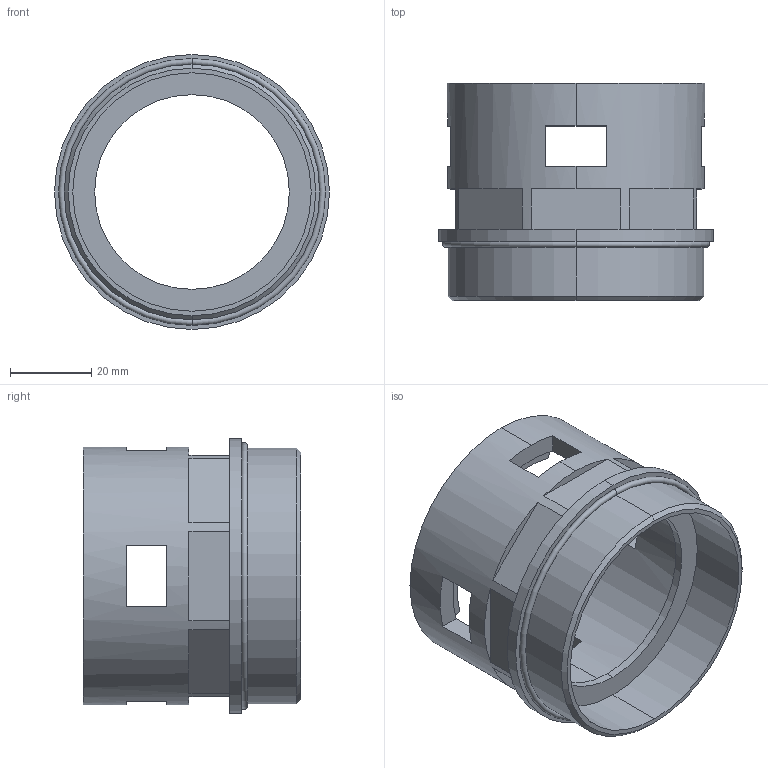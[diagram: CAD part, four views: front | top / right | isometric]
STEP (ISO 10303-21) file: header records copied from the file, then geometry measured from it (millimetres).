
FILE_DESCRIPTION (( 'STEP AP203' ), '1' );
FILE_NAME ('WNCP-M63B_AD54.5.STP', '2017-09-18T12:30:05', ( '微软用户' ), ( '微软中国' ), 'SwSTEP 2.0', 'SolidWorks 2012', '' );
FILE_SCHEMA (( 'CONFIG_CONTROL_DESIGN' ));
Length unit declared in the file: millimetre
Products named in the file (1): WNCP-M63B_AD54.5
Bounding box: 67.8 x 53.5 x 67.8 mm (x, y, z)
Volume: 36032.8 mm3; surface area: 24127.7 mm2
Topology: 1 solids, 2 shells, 75 faces, 204 edges, 134 vertices
Faces by surface type: plane 51, cylinder 14, cone 6, torus 4
Entity records: 2503 total; most frequent: DIRECTION 450, CARTESIAN_POINT 414, ORIENTED_EDGE 408, EDGE_CURVE 204, AXIS2_PLACEMENT_3D 170, VERTEX_POINT 134, VECTOR 110, LINE 110
